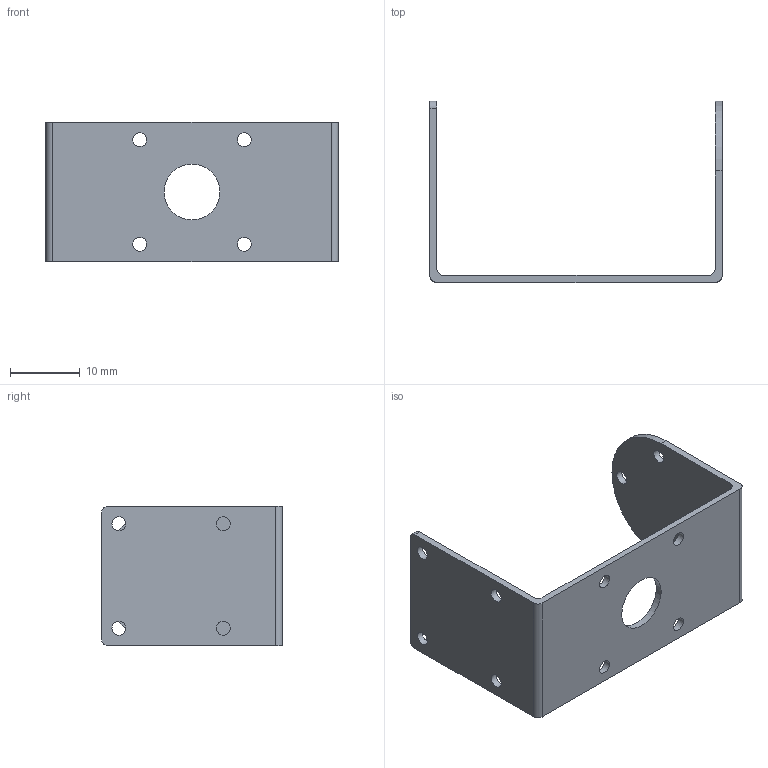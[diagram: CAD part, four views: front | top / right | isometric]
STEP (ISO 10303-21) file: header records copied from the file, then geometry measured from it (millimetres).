
FILE_DESCRIPTION(('HOOPS Exchange Step'),'2;1');
FILE_NAME('fixed-support-conversion.step','2023-05-20T16:40:33+00:00',('root'),('Unknown organisation'),'HOOPS Exchange 2023.1','HOOPS Exchange','Unknown authorisation');
FILE_SCHEMA( ('AP242_MANAGED_MODEL_BASED_3D_ENGINEERING_MIM_LF {1 0 10303 442 1 1 4 }') );
Length unit declared in the file: millimetre
Products named in the file (2): Predeterminado; fixed-support-step
Assembly tree (1 placements, depth 2):
  fixed-support-step
    Predeterminado
Bounding box: 42 x 26 x 20 mm (x, y, z)
Volume: 1709.7 mm3; surface area: 3698.3 mm2
Topology: 1 solids, 1 shells, 30 faces, 118 edges, 149 vertices
Faces by surface type: cylinder 21, plane 9
Full cylindrical faces by diameter (mm): 2 x12, 8 x1
Entity records: 1801 total; most frequent: DIRECTION 320, CARTESIAN_POINT 314, ORIENTED_EDGE 186, AXIS2_PLACEMENT_3D 133, EDGE_CURVE 93, STYLED_ITEM 76, VERTEX_POINT 65, CIRCLE 64
